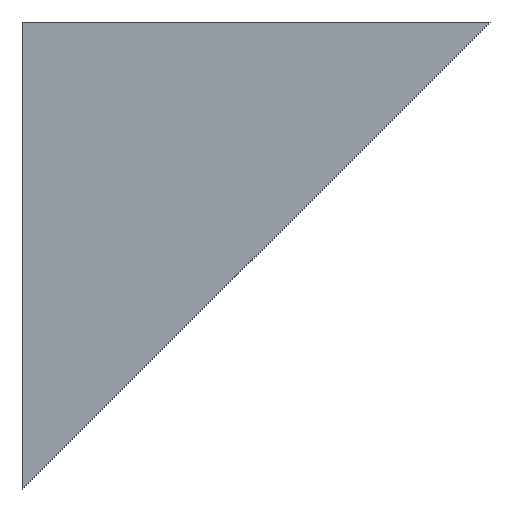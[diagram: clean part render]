
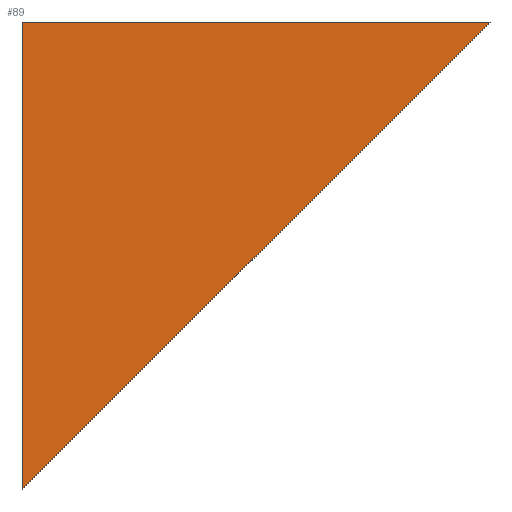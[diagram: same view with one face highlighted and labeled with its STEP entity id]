
A CAD part, left-side view. The second image highlights one B-rep face of the part: STEP entity #89.
In plain terms, the highlighted planar face has unit normal (-1, 0, 0).
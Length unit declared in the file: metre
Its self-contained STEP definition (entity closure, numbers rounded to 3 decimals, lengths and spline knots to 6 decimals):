
#32=ORIENTED_EDGE('',*,*,#40,.T.);
#33=ORIENTED_EDGE('',*,*,#44,.T.);
#34=ORIENTED_EDGE('',*,*,#46,.T.);
#40=EDGE_CURVE('',#50,#49,#55,.T.);
#44=EDGE_CURVE('',#49,#52,#59,.T.);
#46=EDGE_CURVE('',#52,#50,#61,.T.);
#49=VERTEX_POINT('',#136);
#50=VERTEX_POINT('',#138);
#52=VERTEX_POINT('',#144);
#55=LINE('',#137,#64);
#59=LINE('',#145,#68);
#61=LINE('',#148,#70);
#64=VECTOR('',#115,1.);
#68=VECTOR('',#121,1.);
#70=VECTOR('',#125,1.);
#74=EDGE_LOOP('',(#32,#33,#34));
#79=FACE_BOUND('',#74,.T.);
#84=PLANE('',#107);
#89=ADVANCED_FACE('',(#79),#84,.T.);
#107=AXIS2_PLACEMENT_3D('',#149,#126,#127);
#115=DIRECTION('',(0.,1.,0.));
#121=DIRECTION('',(0.,0.,-1.));
#125=DIRECTION('',(0.,-0.707,0.707));
#126=DIRECTION('',(-1.,0.,0.));
#127=DIRECTION('',(0.,1.,0.));
#136=CARTESIAN_POINT('',(-0.669492,0.308032,-0.01095));
#137=CARTESIAN_POINT('',(-0.669492,0.250882,-0.01095));
#138=CARTESIAN_POINT('',(-0.669492,0.193732,-0.01095));
#144=CARTESIAN_POINT('',(-0.669492,0.308032,-0.12525));
#145=CARTESIAN_POINT('',(-0.669492,0.308032,-0.0681));
#148=CARTESIAN_POINT('',(-0.669492,0.250882,-0.0681));
#149=CARTESIAN_POINT('',(-0.669492,0.285807,-0.0681));
